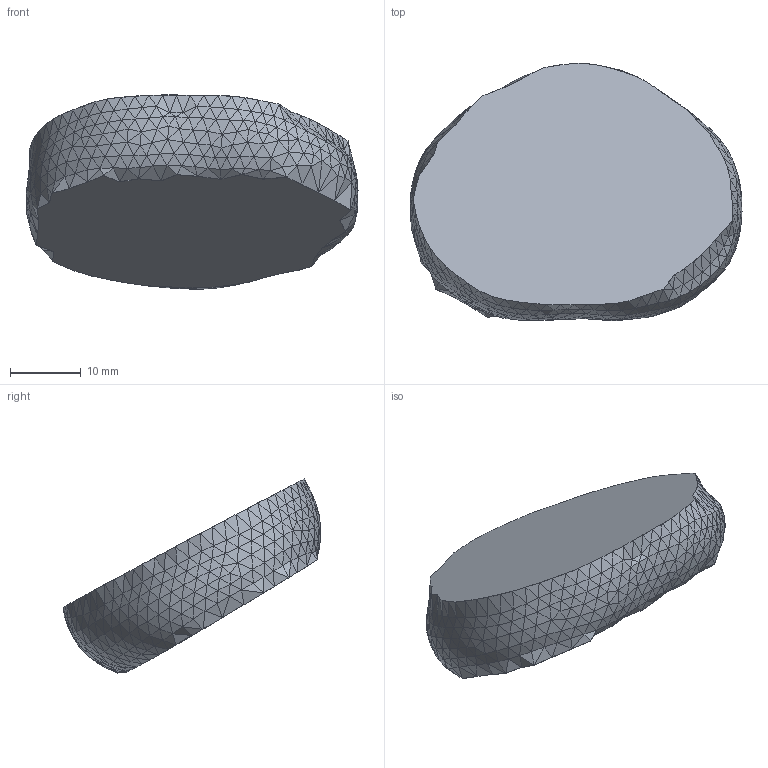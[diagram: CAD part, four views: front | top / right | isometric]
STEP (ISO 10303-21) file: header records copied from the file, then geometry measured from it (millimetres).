
FILE_DESCRIPTION(/* description */ (''),/* implementation_level */ '2;1');
FILE_NAME(/* name */ 'IVD5.step',/* time_stamp */ '2024-06-07T01:32:01-04:00',/* author */ (''),/* organization */ (''),/* preprocessor_version */ 'ST-DEVELOPER v20',/* originating_system */ 'Autodesk Translation Framework v13.14.0.145',/* authorisation */ '');
FILE_SCHEMA (('AUTOMOTIVE_DESIGN { 1 0 10303 214 3 1 1 }'));
Length unit declared in the file: millimetre
Products named in the file (1): Reduced Order Model_Simscape_A5
Bounding box: 46.79 x 36.29 x 27.36 mm (x, y, z)
Volume: 15687 mm3; surface area: 4088.1 mm2
Topology: 1 solids, 1 shells, 1155 faces, 2050 edges, 897 vertices
Faces by surface type: plane 1155
Entity records: 25425 total; most frequent: DIRECTION 4362, CARTESIAN_POINT 4103, ORIENTED_EDGE 4100, LINE 2050, VECTOR 2050, EDGE_CURVE 2050, AXIS2_PLACEMENT_3D 1156, FACE_OUTER_BOUND 1155
